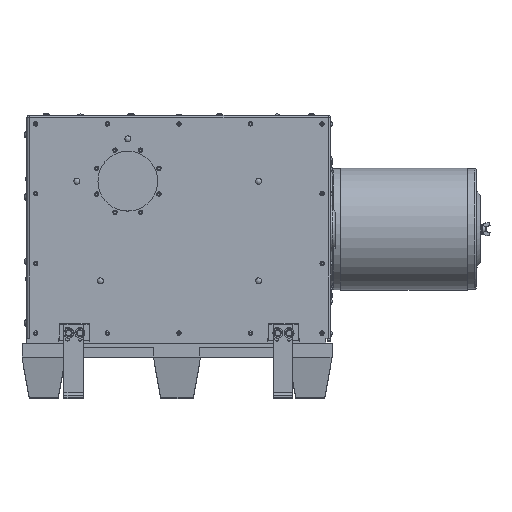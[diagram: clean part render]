
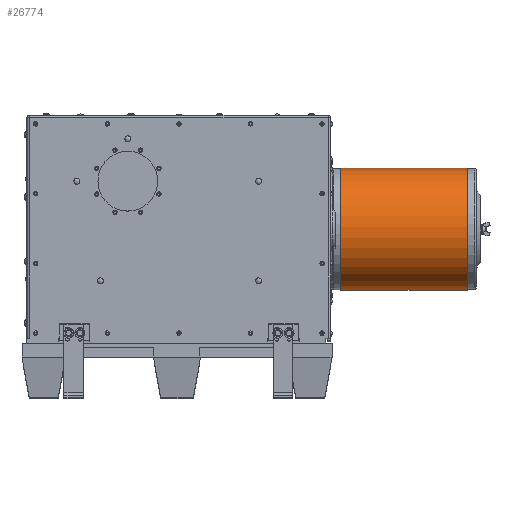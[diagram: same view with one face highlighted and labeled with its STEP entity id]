
A CAD part, top view. The second image highlights one B-rep face of the part: STEP entity #26774.
In plain terms, the highlighted cylindrical face has radius 155.448 mm (diameter 310.896 mm), a full revolution.
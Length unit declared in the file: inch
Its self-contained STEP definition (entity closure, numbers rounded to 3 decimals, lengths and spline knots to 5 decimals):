
#6845=FACE_BOUND('',#9124,.T.);
#7391=FACE_OUTER_BOUND('',#9123,.T.);
#9123=EDGE_LOOP('',(#18952));
#9124=EDGE_LOOP('',(#18953));
#11221=CIRCLE('',#28424,6.12);
#11314=CIRCLE('',#28584,6.12);
#12280=VERTEX_POINT('',#38586);
#12381=VERTEX_POINT('',#41445);
#14799=EDGE_CURVE('',#12280,#12280,#11221,.T.);
#14954=EDGE_CURVE('',#12381,#12381,#11314,.T.);
#18952=ORIENTED_EDGE('',*,*,#14799,.F.);
#18953=ORIENTED_EDGE('',*,*,#14954,.F.);
#26376=CYLINDRICAL_SURFACE('',#28583,6.12);
#26774=ADVANCED_FACE('',(#7391,#6845),#26376,.T.);
#28424=AXIS2_PLACEMENT_3D('',#38587,#31132,#31133);
#28583=AXIS2_PLACEMENT_3D('',#41444,#31480,#31481);
#28584=AXIS2_PLACEMENT_3D('',#41446,#31482,#31483);
#31132=DIRECTION('center_axis',(1.,0.,0.));
#31133=DIRECTION('ref_axis',(0.,0.882,0.47));
#31480=DIRECTION('center_axis',(1.,0.,0.));
#31481=DIRECTION('ref_axis',(0.,0.882,0.47));
#31482=DIRECTION('center_axis',(-1.,0.,0.));
#31483=DIRECTION('ref_axis',(0.,0.882,0.47));
#38586=CARTESIAN_POINT('',(-18.89751,0.61905,-60.34294));
#38587=CARTESIAN_POINT('Origin',(-18.89751,6.0198,-57.46435));
#41444=CARTESIAN_POINT('Origin',(-31.64751,6.0198,-57.46435));
#41445=CARTESIAN_POINT('',(-31.64751,0.61905,-60.34294));
#41446=CARTESIAN_POINT('Origin',(-31.64751,6.0198,-57.46435));
